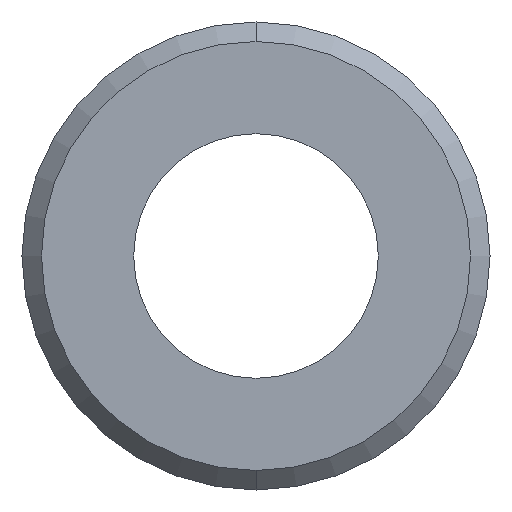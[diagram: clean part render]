
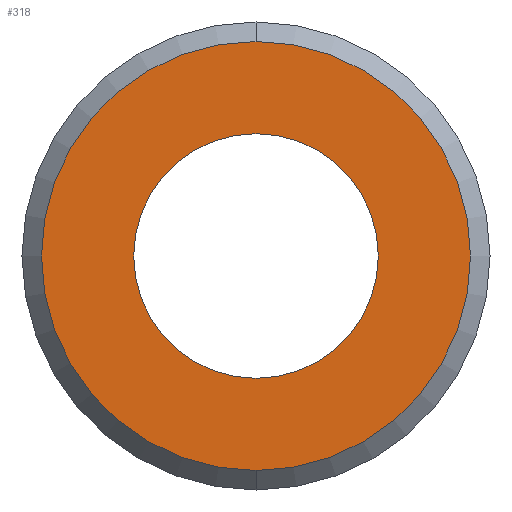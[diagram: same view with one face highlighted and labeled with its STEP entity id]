
A CAD part, front view. The second image highlights one B-rep face of the part: STEP entity #318.
In plain terms, the highlighted planar face has unit normal (0, -1, 0).
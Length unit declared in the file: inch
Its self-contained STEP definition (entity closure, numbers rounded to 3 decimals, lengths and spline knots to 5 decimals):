
#2 = CARTESIAN_POINT ( 'NONE',  ( 0., -1.78125, 0.098 ) ) ;
#11 = ORIENTED_EDGE ( 'NONE', *, *, #289, .T. ) ;
#30 = FACE_BOUND ( 'NONE', #278, .T. ) ;
#35 = CARTESIAN_POINT ( 'NONE',  ( 0., -1.78125, 0. ) ) ;
#36 = ORIENTED_EDGE ( 'NONE', *, *, #221, .T. ) ;
#60 = FACE_OUTER_BOUND ( 'NONE', #232, .T. ) ;
#64 = AXIS2_PLACEMENT_3D ( 'NONE', #249, #252, #272 ) ;
#98 = CIRCLE ( 'NONE', #155, 0.098 ) ;
#112 = VERTEX_POINT ( 'NONE', #134 ) ;
#117 = CARTESIAN_POINT ( 'NONE',  ( 0., -1.78125, 0. ) ) ;
#119 = ORIENTED_EDGE ( 'NONE', *, *, #147, .T. ) ;
#132 = CARTESIAN_POINT ( 'NONE',  ( 0., -1.78125, 0. ) ) ;
#134 = CARTESIAN_POINT ( 'NONE',  ( 0., -1.78125, -0.17188 ) ) ;
#136 = CIRCLE ( 'NONE', #175, 0.17188 ) ;
#137 = DIRECTION ( 'NONE',  ( 0., 1., 0. ) ) ;
#141 = DIRECTION ( 'NONE',  ( 0., 0., 1. ) ) ;
#147 = EDGE_CURVE ( 'NONE', #250, #312, #98, .T. ) ;
#155 = AXIS2_PLACEMENT_3D ( 'NONE', #183, #137, #187 ) ;
#168 = PLANE ( 'NONE',  #210 ) ;
#175 = AXIS2_PLACEMENT_3D ( 'NONE', #35, #332, #141 ) ;
#182 = EDGE_CURVE ( 'NONE', #112, #309, #298, .T. ) ;
#183 = CARTESIAN_POINT ( 'NONE',  ( 0., -1.78125, 0. ) ) ;
#187 = DIRECTION ( 'NONE',  ( 0., 0., 1. ) ) ;
#193 = DIRECTION ( 'NONE',  ( 0., 1., 0. ) ) ;
#210 = AXIS2_PLACEMENT_3D ( 'NONE', #117, #193, #276 ) ;
#221 = EDGE_CURVE ( 'NONE', #309, #112, #136, .T. ) ;
#232 = EDGE_LOOP ( 'NONE', ( #36, #253 ) ) ;
#239 = DIRECTION ( 'NONE',  ( 0., 0., 1. ) ) ;
#249 = CARTESIAN_POINT ( 'NONE',  ( 0., -1.78125, 0. ) ) ;
#250 = VERTEX_POINT ( 'NONE', #2 ) ;
#252 = DIRECTION ( 'NONE',  ( 0., 1., 0. ) ) ;
#253 = ORIENTED_EDGE ( 'NONE', *, *, #182, .T. ) ;
#272 = DIRECTION ( 'NONE',  ( 0., 0., 1. ) ) ;
#276 = DIRECTION ( 'NONE',  ( 0., 0., 1. ) ) ;
#278 = EDGE_LOOP ( 'NONE', ( #119, #11 ) ) ;
#281 = AXIS2_PLACEMENT_3D ( 'NONE', #132, #294, #239 ) ;
#289 = EDGE_CURVE ( 'NONE', #312, #250, #316, .T. ) ;
#294 = DIRECTION ( 'NONE',  ( 0., -1., 0. ) ) ;
#298 = CIRCLE ( 'NONE', #281, 0.17188 ) ;
#300 = CARTESIAN_POINT ( 'NONE',  ( 0., -1.78125, -0.098 ) ) ;
#309 = VERTEX_POINT ( 'NONE', #326 ) ;
#312 = VERTEX_POINT ( 'NONE', #300 ) ;
#316 = CIRCLE ( 'NONE', #64, 0.098 ) ;
#318 = ADVANCED_FACE ( 'NONE', ( #30, #60 ), #168, .F. ) ;
#326 = CARTESIAN_POINT ( 'NONE',  ( 0., -1.78125, 0.17188 ) ) ;
#332 = DIRECTION ( 'NONE',  ( 0., -1., 0. ) ) ;
